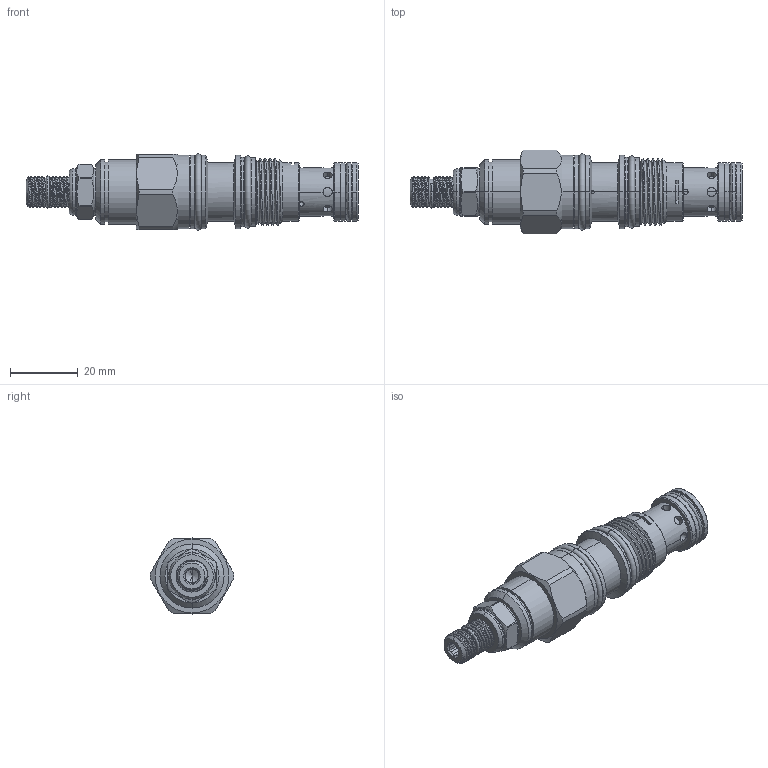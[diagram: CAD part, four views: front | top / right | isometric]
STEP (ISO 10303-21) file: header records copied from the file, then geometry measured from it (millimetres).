
FILE_DESCRIPTION (( 'STEP AP203' ), '1' );
FILE_NAME ('LO11A3A(3B)(3C)-L.STEP', '2016-05-31T07:47:42', ( '' ), ( '' ), 'SwSTEP 2.0', 'SolidWorks 2012', '' );
FILE_SCHEMA (( 'CONFIG_CONTROL_DESIGN' ));
Length unit declared in the file: millimetre
Products named in the file (1): LO11A3A(3B)(3C)-L
Bounding box: 98.31 x 24.79 x 22.55 mm (x, y, z)
Volume: 23821.4 mm3; surface area: 9206 mm2
Topology: 4 solids, 4 shells, 279 faces, 655 edges, 410 vertices
Faces by surface type: cylinder 147, plane 58, cone 39, torus 28, bspline 7
Entity records: 15982 total; most frequent: CARTESIAN_POINT 9749, ORIENTED_EDGE 1306, DIRECTION 1272, EDGE_CURVE 653, AXIS2_PLACEMENT_3D 528, VERTEX_POINT 410, EDGE_LOOP 311, ADVANCED_FACE 279
